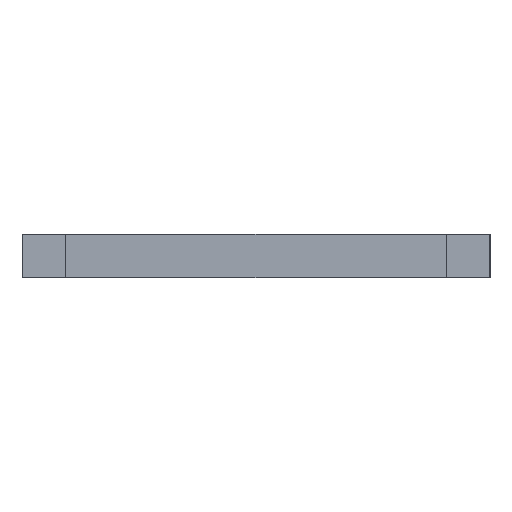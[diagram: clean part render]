
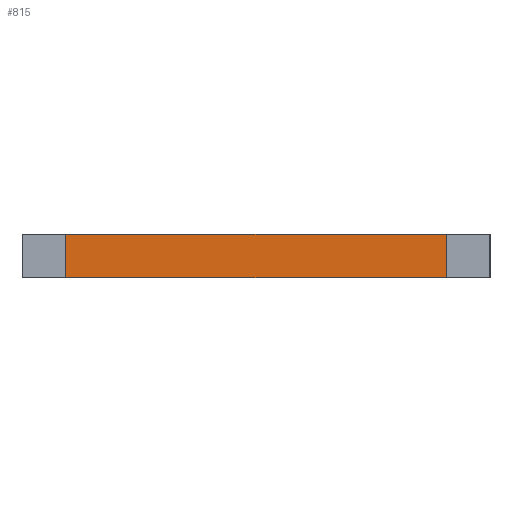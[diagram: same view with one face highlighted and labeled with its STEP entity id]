
A CAD part, left-side view. The second image highlights one B-rep face of the part: STEP entity #815.
In plain terms, the highlighted planar face has unit normal (-1, 0, 0).
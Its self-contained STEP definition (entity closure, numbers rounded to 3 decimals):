
#169=DIRECTION('',(0.,-1.,0.));
#170=VECTOR('',#169,70.);
#171=CARTESIAN_POINT('',(0.,35.,8.));
#172=LINE('',#171,#170);
#173=DIRECTION('',(0.,0.,1.));
#174=VECTOR('',#173,8.);
#175=CARTESIAN_POINT('',(0.,-35.,0.));
#176=LINE('',#175,#174);
#177=DIRECTION('',(0.,1.,0.));
#178=VECTOR('',#177,70.);
#179=CARTESIAN_POINT('',(0.,-35.,0.));
#180=LINE('',#179,#178);
#181=DIRECTION('',(0.,0.,1.));
#182=VECTOR('',#181,8.);
#183=CARTESIAN_POINT('',(0.,35.,0.));
#184=LINE('',#183,#182);
#571=CARTESIAN_POINT('',(0.,35.,0.));
#572=VERTEX_POINT('',#571);
#615=CARTESIAN_POINT('',(0.,35.,8.));
#616=VERTEX_POINT('',#615);
#659=CARTESIAN_POINT('',(0.,-35.,0.));
#660=VERTEX_POINT('',#659);
#703=CARTESIAN_POINT('',(0.,-35.,8.));
#704=VERTEX_POINT('',#703);
#801=CARTESIAN_POINT('',(0.,35.,0.));
#802=DIRECTION('',(-1.,0.,0.));
#803=DIRECTION('',(0.,-1.,0.));
#804=AXIS2_PLACEMENT_3D('',#801,#802,#803);
#805=PLANE('',#804);
#807=ORIENTED_EDGE('',*,*,#806,.T.);
#809=ORIENTED_EDGE('',*,*,#808,.F.);
#810=ORIENTED_EDGE('',*,*,#710,.T.);
#812=ORIENTED_EDGE('',*,*,#811,.T.);
#813=EDGE_LOOP('',(#807,#809,#810,#812));
#814=FACE_OUTER_BOUND('',#813,.F.);
#815=ADVANCED_FACE('',(#814),#805,.T.);
#710=EDGE_CURVE('',#660,#572,#180,.T.);
#806=EDGE_CURVE('',#616,#704,#172,.T.);
#808=EDGE_CURVE('',#660,#704,#176,.T.);
#811=EDGE_CURVE('',#572,#616,#184,.T.);
